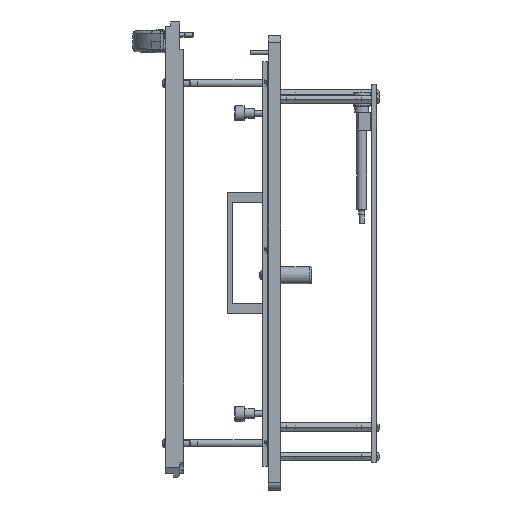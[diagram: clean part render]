
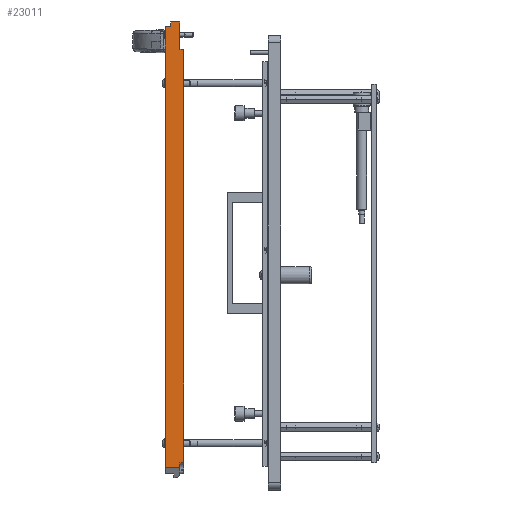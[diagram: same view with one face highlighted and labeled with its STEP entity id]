
A CAD part, left-side view. The second image highlights one B-rep face of the part: STEP entity #23011.
In plain terms, the highlighted face is planar.
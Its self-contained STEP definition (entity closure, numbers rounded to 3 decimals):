
#99 = FACE_OUTER_BOUND ( 'NONE', #28910, .T. ) ;
#525 = VERTEX_POINT ( 'NONE', #28739 ) ;
#613 = VERTEX_POINT ( 'NONE', #5658 ) ;
#995 = VERTEX_POINT ( 'NONE', #41261 ) ;
#1135 = ORIENTED_EDGE ( 'NONE', *, *, #39215, .T. ) ;
#1932 = LINE ( 'NONE', #18492, #9855 ) ;
#3260 = CARTESIAN_POINT ( 'NONE',  ( 253., -4.3, -161.55 ) ) ;
#3997 = ORIENTED_EDGE ( 'NONE', *, *, #15146, .F. ) ;
#4855 = VECTOR ( 'NONE', #5253, 1000. ) ;
#5017 = EDGE_CURVE ( 'NONE', #19686, #525, #35463, .T. ) ;
#5234 = EDGE_CURVE ( 'NONE', #995, #613, #1932, .T. ) ;
#5253 = DIRECTION ( 'NONE',  ( 0., -1., 0. ) ) ;
#5355 = VECTOR ( 'NONE', #8839, 1000. ) ;
#5367 = DIRECTION ( 'NONE',  ( 0., 0., -1. ) ) ;
#5658 = CARTESIAN_POINT ( 'NONE',  ( 253., 7.5, 175.55 ) ) ;
#5670 = CARTESIAN_POINT ( 'NONE',  ( 253., -7.5, 101.55 ) ) ;
#5899 = EDGE_CURVE ( 'NONE', #995, #30880, #21726, .T. ) ;
#5920 = AXIS2_PLACEMENT_3D ( 'NONE', #24293, #34524, #44030 ) ;
#6717 = VERTEX_POINT ( 'NONE', #3260 ) ;
#7000 = VECTOR ( 'NONE', #5367, 1000. ) ;
#7281 = LINE ( 'NONE', #14286, #28290 ) ;
#8136 = DIRECTION ( 'NONE',  ( 0., -1., 0. ) ) ;
#8225 = ORIENTED_EDGE ( 'NONE', *, *, #29847, .T. ) ;
#8839 = DIRECTION ( 'NONE',  ( 0., 0., 1. ) ) ;
#9107 = LINE ( 'NONE', #19305, #21881 ) ;
#9502 = DIRECTION ( 'NONE',  ( 0., -1., 0. ) ) ;
#9731 = LINE ( 'NONE', #30516, #21333 ) ;
#9855 = VECTOR ( 'NONE', #33156, 1000. ) ;
#10533 = ORIENTED_EDGE ( 'NONE', *, *, #38821, .F. ) ;
#10761 = ORIENTED_EDGE ( 'NONE', *, *, #5017, .T. ) ;
#10952 = ORIENTED_EDGE ( 'NONE', *, *, #26110, .F. ) ;
#12257 = DIRECTION ( 'NONE',  ( 0., 0., 1. ) ) ;
#12373 = ORIENTED_EDGE ( 'NONE', *, *, #31103, .T. ) ;
#12964 = VERTEX_POINT ( 'NONE', #26521 ) ;
#14286 = CARTESIAN_POINT ( 'NONE',  ( 253., -4.3, 171.55 ) ) ;
#15146 = EDGE_CURVE ( 'NONE', #38921, #6717, #25834, .T. ) ;
#15684 = VECTOR ( 'NONE', #31457, 1000. ) ;
#15952 = ORIENTED_EDGE ( 'NONE', *, *, #21318, .F. ) ;
#15967 = ORIENTED_EDGE ( 'NONE', *, *, #5234, .T. ) ;
#18492 = CARTESIAN_POINT ( 'NONE',  ( 253., 7.5, 183.55 ) ) ;
#19305 = CARTESIAN_POINT ( 'NONE',  ( 253., -7.4, 101.55 ) ) ;
#19325 = CARTESIAN_POINT ( 'NONE',  ( 253., -4.3, -183.55 ) ) ;
#19686 = VERTEX_POINT ( 'NONE', #5670 ) ;
#21318 = EDGE_CURVE ( 'NONE', #6717, #525, #39129, .T. ) ;
#21333 = VECTOR ( 'NONE', #9502, 1000. ) ;
#21726 = LINE ( 'NONE', #35104, #15684 ) ;
#21881 = VECTOR ( 'NONE', #25592, 1000. ) ;
#22762 = LINE ( 'NONE', #36375, #7000 ) ;
#23011 = ADVANCED_FACE ( 'NONE', ( #99 ), #37462, .F. ) ;
#23052 = VECTOR ( 'NONE', #38273, 1000. ) ;
#24293 = CARTESIAN_POINT ( 'NONE',  ( 253., 7.5, 183.55 ) ) ;
#24423 = CARTESIAN_POINT ( 'NONE',  ( 253., -7.5, -183.55 ) ) ;
#25320 = LINE ( 'NONE', #36021, #5355 ) ;
#25592 = DIRECTION ( 'NONE',  ( 0., 0., 1. ) ) ;
#25819 = ORIENTED_EDGE ( 'NONE', *, *, #30401, .F. ) ;
#25834 = LINE ( 'NONE', #19325, #44481 ) ;
#26110 = EDGE_CURVE ( 'NONE', #36912, #12964, #25320, .T. ) ;
#26254 = CARTESIAN_POINT ( 'NONE',  ( 253., -4.3, -183.55 ) ) ;
#26288 = EDGE_CURVE ( 'NONE', #613, #12964, #9731, .T. ) ;
#26521 = CARTESIAN_POINT ( 'NONE',  ( 253., -4.3, 175.55 ) ) ;
#27665 = ORIENTED_EDGE ( 'NONE', *, *, #5899, .F. ) ;
#27738 = DIRECTION ( 'NONE',  ( 0., 0., -1. ) ) ;
#28269 = LINE ( 'NONE', #24423, #23052 ) ;
#28290 = VECTOR ( 'NONE', #31710, 1000. ) ;
#28739 = CARTESIAN_POINT ( 'NONE',  ( 253., -7.5, -161.55 ) ) ;
#28910 = EDGE_LOOP ( 'NONE', ( #10533, #12373, #10761, #15952, #3997, #1135, #25819, #27665, #15967, #40431, #10952, #8225 ) ) ;
#29222 = CARTESIAN_POINT ( 'NONE',  ( 253., -7.4, 171.55 ) ) ;
#29663 = LINE ( 'NONE', #33082, #4855 ) ;
#29847 = EDGE_CURVE ( 'NONE', #36912, #41348, #7281, .T. ) ;
#30401 = EDGE_CURVE ( 'NONE', #30880, #32082, #22762, .T. ) ;
#30516 = CARTESIAN_POINT ( 'NONE',  ( 253., 7.5, 175.55 ) ) ;
#30880 = VERTEX_POINT ( 'NONE', #41714 ) ;
#31103 = EDGE_CURVE ( 'NONE', #33414, #19686, #29663, .T. ) ;
#31131 = CARTESIAN_POINT ( 'NONE',  ( 253., -7.5, 183.55 ) ) ;
#31457 = DIRECTION ( 'NONE',  ( 0., -1., 0. ) ) ;
#31664 = CARTESIAN_POINT ( 'NONE',  ( 253., -7.5, -161.55 ) ) ;
#31710 = DIRECTION ( 'NONE',  ( 0., -1., 0. ) ) ;
#32082 = VERTEX_POINT ( 'NONE', #43341 ) ;
#33082 = CARTESIAN_POINT ( 'NONE',  ( 253., -7.4, 101.55 ) ) ;
#33156 = DIRECTION ( 'NONE',  ( 0., 0., 1. ) ) ;
#33414 = VERTEX_POINT ( 'NONE', #36172 ) ;
#34524 = DIRECTION ( 'NONE',  ( -1., 0., 0. ) ) ;
#35104 = CARTESIAN_POINT ( 'NONE',  ( 253., 7.5, -179.55 ) ) ;
#35463 = LINE ( 'NONE', #31131, #39466 ) ;
#36021 = CARTESIAN_POINT ( 'NONE',  ( 253., -4.3, 183.55 ) ) ;
#36172 = CARTESIAN_POINT ( 'NONE',  ( 253., -7.4, 101.55 ) ) ;
#36375 = CARTESIAN_POINT ( 'NONE',  ( 253., 3.2, -183.55 ) ) ;
#36912 = VERTEX_POINT ( 'NONE', #44122 ) ;
#37462 = PLANE ( 'NONE',  #5920 ) ;
#38273 = DIRECTION ( 'NONE',  ( 0., 1., 0. ) ) ;
#38821 = EDGE_CURVE ( 'NONE', #33414, #41348, #9107, .T. ) ;
#38921 = VERTEX_POINT ( 'NONE', #26254 ) ;
#39129 = LINE ( 'NONE', #31664, #39494 ) ;
#39215 = EDGE_CURVE ( 'NONE', #38921, #32082, #28269, .T. ) ;
#39466 = VECTOR ( 'NONE', #27738, 1000. ) ;
#39494 = VECTOR ( 'NONE', #8136, 1000. ) ;
#40431 = ORIENTED_EDGE ( 'NONE', *, *, #26288, .T. ) ;
#41261 = CARTESIAN_POINT ( 'NONE',  ( 253., 7.5, -179.55 ) ) ;
#41348 = VERTEX_POINT ( 'NONE', #29222 ) ;
#41714 = CARTESIAN_POINT ( 'NONE',  ( 253., 3.2, -179.55 ) ) ;
#43341 = CARTESIAN_POINT ( 'NONE',  ( 253., 3.2, -183.55 ) ) ;
#44030 = DIRECTION ( 'NONE',  ( 0., 0., 1. ) ) ;
#44122 = CARTESIAN_POINT ( 'NONE',  ( 253., -4.3, 171.55 ) ) ;
#44481 = VECTOR ( 'NONE', #12257, 1000. ) ;
